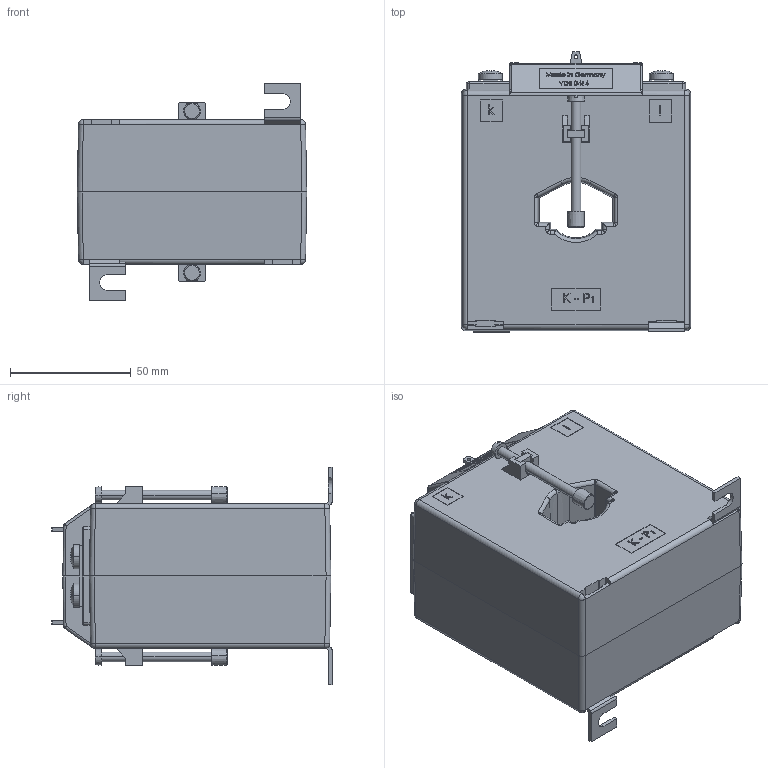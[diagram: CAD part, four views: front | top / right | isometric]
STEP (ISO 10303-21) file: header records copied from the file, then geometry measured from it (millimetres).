
FILE_DESCRIPTION (( 'STEP AP214' ), '1' );
FILE_NAME ('ASK31.6_kpl.STEP', '2011-11-25T07:57:49', ( ' ' ), ( '' ), 'SwSTEP 2.0', 'SolidWorks 2010', '' );
FILE_SCHEMA (( 'AUTOMOTIVE_DESIGN' ));
Length unit declared in the file: millimetre
Products named in the file (8): Linsenschraube DIN 7985 4.8 VZ M 5 x 10; MBS_WN-003_04_Klemme_WN-003_02; Vierkantmutter_M4; Zylinderschraube DIN 84 4.8 VG M 4 x 50; Isolierschutzkappe; Fusswinkel_1,5; ASK31.6_11; ASK31.6_kpl
Assembly tree (16 placements, depth 2):
  ASK31.6_kpl
    Fusswinkel_1,5  x2
    Zylinderschraube DIN 84 4.8 VG M 4 x 50  x2
    Isolierschutzkappe  x2
    ASK31.6_11  x2
    Linsenschraube DIN 7985 4.8 VZ M 5 x 10  x4
    MBS_WN-003_04_Klemme_WN-003_02  x2
    Vierkantmutter_M4  x2
Bounding box: 95 x 116 x 90 mm (x, y, z)
Volume: 559888.1 mm3; surface area: 80331.3 mm2
Topology: 18 solids, 18 shells, 1428 faces, 3648 edges, 2334 vertices
Faces by surface type: plane 908, bspline 266, cylinder 160, cone 34, torus 32, sphere 28
Entity records: 26808 total; most frequent: CARTESIAN_POINT 10792, ORIENTED_EDGE 3480, DIRECTION 2749, EDGE_CURVE 1740, VECTOR 1239, LINE 1239, VERTEX_POINT 1126, AXIS2_PLACEMENT_3D 755
